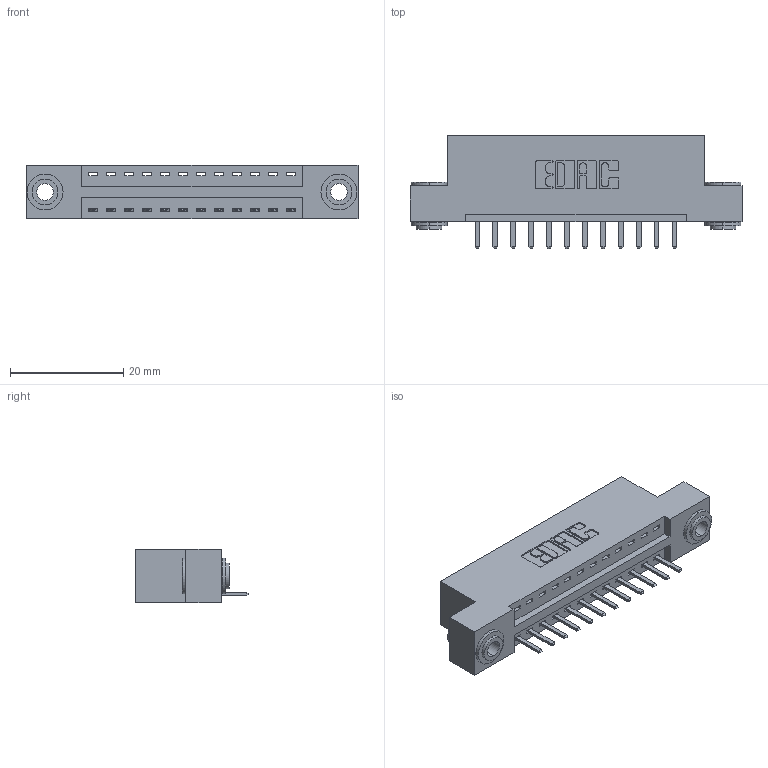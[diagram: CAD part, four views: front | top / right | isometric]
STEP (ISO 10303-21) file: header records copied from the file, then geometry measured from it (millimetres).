
FILE_DESCRIPTION (( 'STEP AP203' ), '1' );
FILE_NAME ('346-012-520-103.STEP', '2022-05-05T02:16:44', ( '' ), ( '' ), 'SwSTEP 2.0', 'SolidWorks 2020', '' );
FILE_SCHEMA (( 'CONFIG_CONTROL_DESIGN' ));
Length unit declared in the file: inch
Products named in the file (4): 346-012-520-103; 345-292-001_345-293-120; 346 Part_Flush Mounting Lugs - 0.156 Dia-TH; 345-250-002_345-250-002-102
Assembly tree (15 placements, depth 2):
  346-012-520-103
    346 Part_Flush Mounting Lugs - 0.156 Dia-TH
    345-292-001_345-293-120  x12
    345-250-002_345-250-002-102  x2
Bounding box: 58.67 x 20.02 x 9.4 mm (x, y, z)
Volume: 5376.5 mm3; surface area: 6532.4 mm2
Topology: 15 solids, 15 shells, 918 faces, 2649 edges, 1730 vertices
Faces by surface type: plane 604, cylinder 306, cone 8
Entity records: 12666 total; most frequent: CARTESIAN_POINT 2173, ORIENTED_EDGE 2098, DIRECTION 1971, EDGE_CURVE 1049, VECTOR 841, LINE 841, VERTEX_POINT 694, AXIS2_PLACEMENT_3D 565
